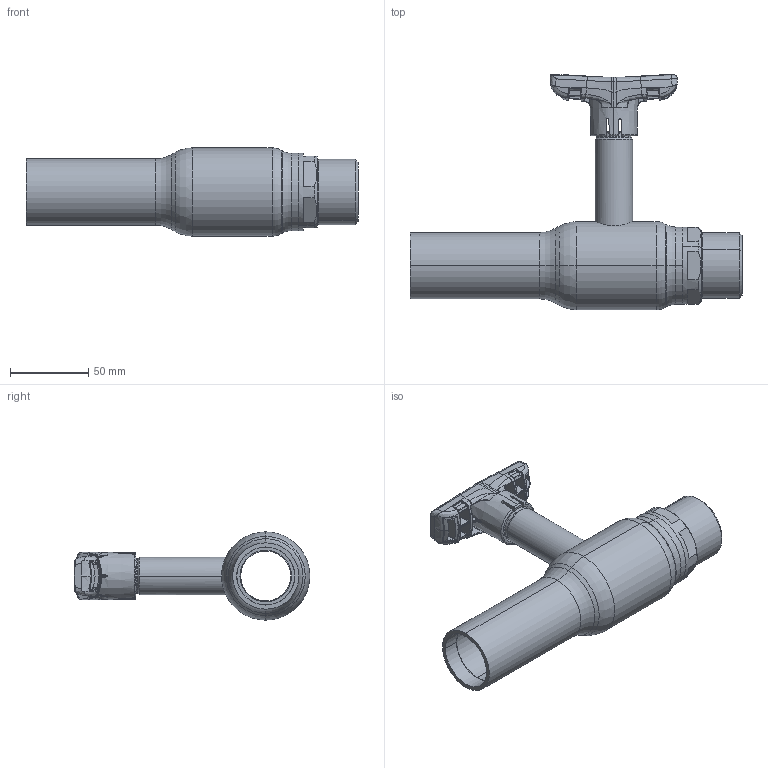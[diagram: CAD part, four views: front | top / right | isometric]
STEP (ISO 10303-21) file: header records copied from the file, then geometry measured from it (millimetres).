
FILE_DESCRIPTION (( 'STEP AP214' ), '1' );
FILE_NAME ('1032003701-2401.step', '2023-09-15T09:45:26', ( '' ), ( '' ), 'SwSTEP 2.0', 'SolidWorks 2021', '' );
FILE_SCHEMA (( 'AUTOMOTIVE_DESIGN' ));
Length unit declared in the file: millimetre
Products named in the file (1): 1032003701-2401
Bounding box: 212.5 x 150.88 x 56.5 mm (x, y, z)
Surface area: 65567 mm2 (no closed solid volume)
Topology: 0 solids, 7 shells, 576 faces, 1802 edges, 1146 vertices
Faces by surface type: bspline 449, plane 50, cylinder 36, cone 22, torus 19
Entity records: 53072 total; most frequent: CARTESIAN_POINT 35142, ORIENTED_EDGE 3008, EDGE_CURVE 1790, B_SPLINE_CURVE_WITH_KNOTS 1256, DIRECTION 1154, VERTEX_POINT 1143, EDGE_LOOP 583, UNCERTAINTY_MEASURE_WITH_UNIT 575
